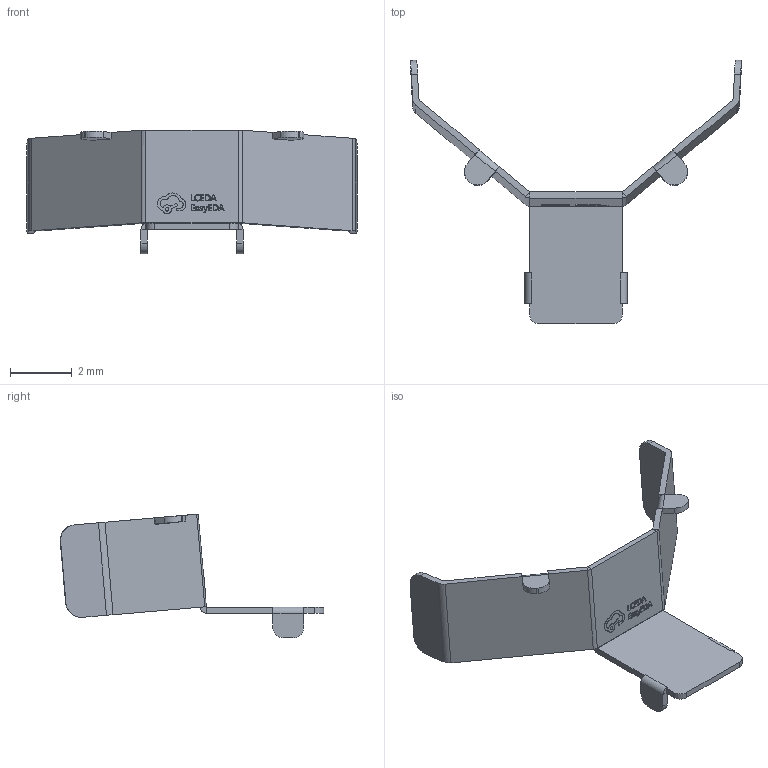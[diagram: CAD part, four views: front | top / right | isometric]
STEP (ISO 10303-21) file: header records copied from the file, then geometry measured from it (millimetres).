
FILE_DESCRIPTION (( 'STEP AP214' ), '1' );
FILE_NAME ('BAT-TH_MY-ZJ-117.STEP', '2023-04-24T13:45:44', ( '' ), ( '' ), 'SwSTEP 2.0', 'SolidWorks 2020', '' );
FILE_SCHEMA (( 'AUTOMOTIVE_DESIGN' ));
Length unit declared in the file: millimetre
Products named in the file (1): BAT-TH_MY-ZJ-117
Bounding box: 10.7 x 8.52 x 4.01 mm (x, y, z)
Volume: 12.1 mm3; surface area: 130.7 mm2
Topology: 1 solids, 1 shells, 329 faces, 874 edges, 566 vertices
Faces by surface type: plane 198, bspline 98, cylinder 33
Entity records: 14271 total; most frequent: CARTESIAN_POINT 3082, ORIENTED_EDGE 1748, DIRECTION 1212, EDGE_CURVE 874, VECTOR 596, LINE 596, VERTEX_POINT 566, EDGE_LOOP 348
